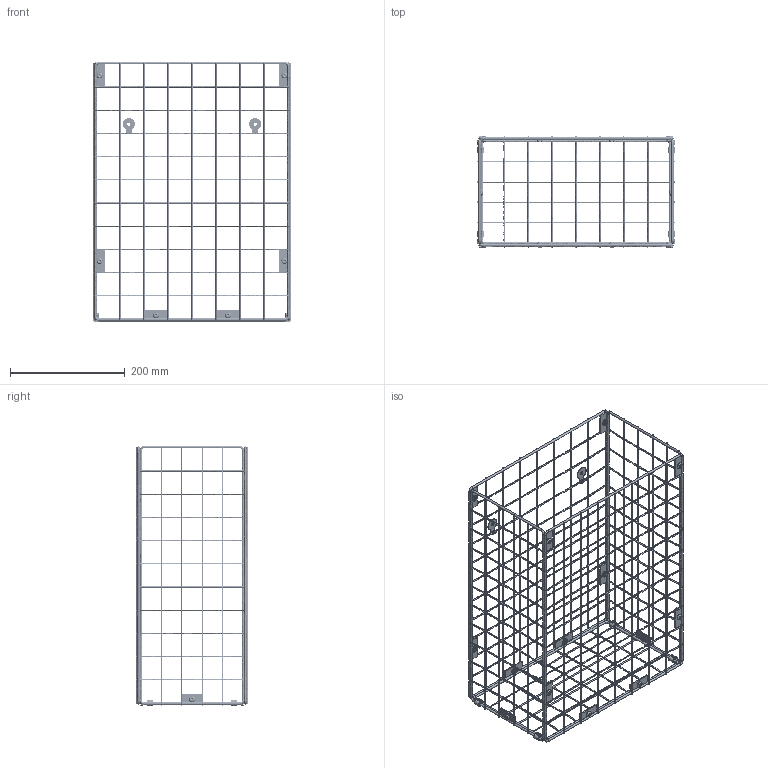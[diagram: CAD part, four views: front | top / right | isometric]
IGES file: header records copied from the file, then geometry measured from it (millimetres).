
Global section: file name: 3D_PU-265_A; native system: Autodesk Inventor 2026; preprocessor: unknown; author: techniker; date: 20250721.224537; units: millimetre
Bounding box: 344.58 x 194 x 452.3 mm (x, y, z)
Volume: 183094.2 mm3; surface area: 258452.8 mm2
Topology: 79 solids, 79 shells, 1062 faces, 2819 edges, 2013 vertices
Faces by surface type: bspline 1062
